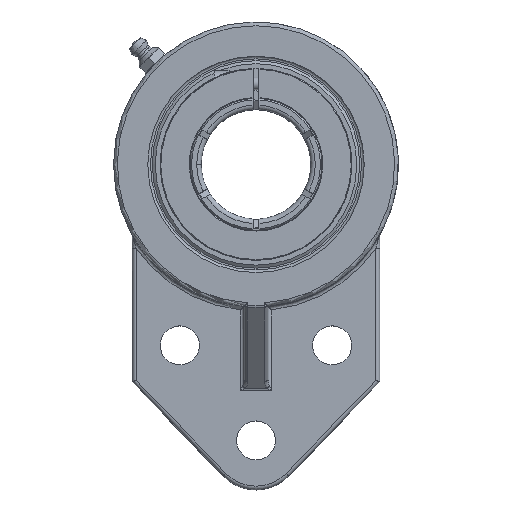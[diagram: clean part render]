
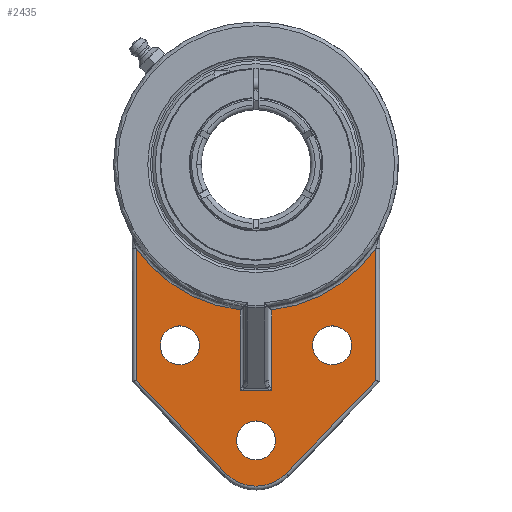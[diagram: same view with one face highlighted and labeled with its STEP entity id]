
A CAD part, top view. The second image highlights one B-rep face of the part: STEP entity #2435.
In plain terms, the highlighted planar face has unit normal (0, 0, 1).
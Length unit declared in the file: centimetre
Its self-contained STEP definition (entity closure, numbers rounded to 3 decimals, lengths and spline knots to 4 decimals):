
#916=CARTESIAN_POINT('',(-0.527,-7.5461,1.35));
#917=VERTEX_POINT('',#916);
#1351=CARTESIAN_POINT('',(0.527,-7.5461,1.35));
#1352=VERTEX_POINT('',#1351);
#1536=CARTESIAN_POINT('',(-4.2647,-7.5461,1.35));
#1537=DIRECTION('',(1.,0.,-0.));
#1538=VECTOR('',#1537,8.5294);
#1539=LINE('',#1536,#1538);
#1540=EDGE_CURVE('',#917,#1352,#1539,.T.);
#1553=CARTESIAN_POINT('',(0.527,-4.8484,1.35));
#1554=VERTEX_POINT('',#1553);
#1555=CARTESIAN_POINT('',(0.527,-10.9897,1.35));
#1556=DIRECTION('',(-0.,1.,0.));
#1557=VECTOR('',#1556,8.5276);
#1558=LINE('',#1555,#1557);
#1559=EDGE_CURVE('',#1352,#1554,#1558,.T.);
#1590=CARTESIAN_POINT('',(-0.527,-4.8484,1.35));
#1591=VERTEX_POINT('',#1590);
#1609=CARTESIAN_POINT('',(-0.527,-2.4621,1.35));
#1610=DIRECTION('',(0.,-1.,0.));
#1611=VECTOR('',#1610,8.5276);
#1612=LINE('',#1609,#1611);
#1613=EDGE_CURVE('',#1591,#917,#1612,.T.);
#1626=CARTESIAN_POINT('',(3.998,-2.793,1.35));
#1627=VERTEX_POINT('',#1626);
#1635=CARTESIAN_POINT('',(3.998,-7.197,1.35));
#1636=VERTEX_POINT('',#1635);
#1637=CARTESIAN_POINT('',(3.998,-2.2152,1.35));
#1638=DIRECTION('',(0.,-1.,0.));
#1639=VECTOR('',#1638,8.7745);
#1640=LINE('',#1637,#1639);
#1641=EDGE_CURVE('',#1627,#1636,#1640,.T.);
#1946=CARTESIAN_POINT('',(-1.0049,-10.2964,1.35));
#1947=VERTEX_POINT('',#1946);
#1955=CARTESIAN_POINT('',(-3.998,-7.197,1.35));
#1956=VERTEX_POINT('',#1955);
#1957=CARTESIAN_POINT('',(-0.3354,-10.9897,1.35));
#1958=DIRECTION('',(-0.695,0.719,0.));
#1959=VECTOR('',#1958,5.9104);
#1960=LINE('',#1957,#1959);
#1961=EDGE_CURVE('',#1947,#1956,#1960,.T.);
#1986=CARTESIAN_POINT('',(-3.998,-2.793,1.35));
#1987=VERTEX_POINT('',#1986);
#2004=CARTESIAN_POINT('',(-3.998,-10.9897,1.35));
#2005=DIRECTION('',(0.,1.,-0.));
#2006=VECTOR('',#2005,8.7745);
#2007=LINE('',#2004,#2006);
#2008=EDGE_CURVE('',#1956,#1987,#2007,.T.);
#2274=CARTESIAN_POINT('',(1.0049,-10.2964,1.35));
#2275=VERTEX_POINT('',#2274);
#2283=CARTESIAN_POINT('',(0.,-9.326,1.35));
#2284=DIRECTION('',(0.,-0.,-1.));
#2285=DIRECTION('',(0.,-1.,0.));
#2286=AXIS2_PLACEMENT_3D('',#2283,#2284,#2285);
#2287=CIRCLE('',#2286,1.397);
#2288=EDGE_CURVE('',#2275,#1947,#2287,.T.);
#2306=CARTESIAN_POINT('',(4.4411,-6.7381,1.35));
#2307=DIRECTION('',(-0.695,-0.719,0.));
#2308=VECTOR('',#2307,5.9104);
#2309=LINE('',#2306,#2308);
#2310=EDGE_CURVE('',#1636,#2275,#2309,.T.);
#2361=CARTESIAN_POINT('',(0.,0.,1.35));
#2362=DIRECTION('',(0.,0.,1.));
#2363=DIRECTION('',(0.538,-0.843,0.));
#2364=AXIS2_PLACEMENT_3D('',#2361,#2362,#2363);
#2365=CIRCLE('',#2364,4.877);
#2366=EDGE_CURVE('',#1554,#1627,#2365,.T.);
#2379=CARTESIAN_POINT('',(-0.,-2.9189,1.35));
#2380=DIRECTION('',(0.,0.,1.));
#2381=DIRECTION('',(1.,0.,0.));
#2382=AXIS2_PLACEMENT_3D('',#2379,#2380,#2381);
#2383=PLANE('',#2382);
#2384=CARTESIAN_POINT('',(1.89,-6.03,1.35));
#2385=VERTEX_POINT('',#2384);
#2386=CARTESIAN_POINT('',(2.54,-6.03,1.35));
#2387=DIRECTION('',(0.,0.,-1.));
#2388=DIRECTION('',(1.,0.,0.));
#2389=AXIS2_PLACEMENT_3D('',#2386,#2387,#2388);
#2390=CIRCLE('',#2389,0.65);
#2391=EDGE_CURVE('',#2385,#2385,#2390,.T.);
#2392=ORIENTED_EDGE('',*,*,#2391,.T.);
#2393=EDGE_LOOP('',(#2392));
#2394=FACE_BOUND('',#2393,.T.);
#2395=CARTESIAN_POINT('',(-0.65,-9.2,1.35));
#2396=VERTEX_POINT('',#2395);
#2397=CARTESIAN_POINT('',(0.,-9.2,1.35));
#2398=DIRECTION('',(0.,0.,-1.));
#2399=DIRECTION('',(1.,0.,0.));
#2400=AXIS2_PLACEMENT_3D('',#2397,#2398,#2399);
#2401=CIRCLE('',#2400,0.65);
#2402=EDGE_CURVE('',#2396,#2396,#2401,.T.);
#2403=ORIENTED_EDGE('',*,*,#2402,.T.);
#2404=EDGE_LOOP('',(#2403));
#2405=FACE_BOUND('',#2404,.T.);
#2406=CARTESIAN_POINT('',(-3.19,-6.03,1.35));
#2407=VERTEX_POINT('',#2406);
#2408=CARTESIAN_POINT('',(-2.54,-6.03,1.35));
#2409=DIRECTION('',(0.,0.,-1.));
#2410=DIRECTION('',(1.,0.,0.));
#2411=AXIS2_PLACEMENT_3D('',#2408,#2409,#2410);
#2412=CIRCLE('',#2411,0.65);
#2413=EDGE_CURVE('',#2407,#2407,#2412,.T.);
#2414=ORIENTED_EDGE('',*,*,#2413,.T.);
#2415=EDGE_LOOP('',(#2414));
#2416=FACE_BOUND('',#2415,.T.);
#2417=ORIENTED_EDGE('',*,*,#1559,.F.);
#2418=ORIENTED_EDGE('',*,*,#1540,.F.);
#2419=ORIENTED_EDGE('',*,*,#1613,.F.);
#2420=CARTESIAN_POINT('',(0.,0.,1.35));
#2421=DIRECTION('',(0.,0.,1.));
#2422=DIRECTION('',(-0.538,-0.843,0.));
#2423=AXIS2_PLACEMENT_3D('',#2420,#2421,#2422);
#2424=CIRCLE('',#2423,4.877);
#2425=EDGE_CURVE('',#1987,#1591,#2424,.T.);
#2426=ORIENTED_EDGE('',*,*,#2425,.F.);
#2427=ORIENTED_EDGE('',*,*,#2008,.F.);
#2428=ORIENTED_EDGE('',*,*,#1961,.F.);
#2429=ORIENTED_EDGE('',*,*,#2288,.F.);
#2430=ORIENTED_EDGE('',*,*,#2310,.F.);
#2431=ORIENTED_EDGE('',*,*,#1641,.F.);
#2432=ORIENTED_EDGE('',*,*,#2366,.F.);
#2433=EDGE_LOOP('',(#2417,#2418,#2419,#2426,#2427,#2428,#2429,#2430,#2431,#2432));
#2434=FACE_BOUND('',#2433,.T.);
#2435=ADVANCED_FACE('',(#2394,#2405,#2416,#2434),#2383,.T.);
